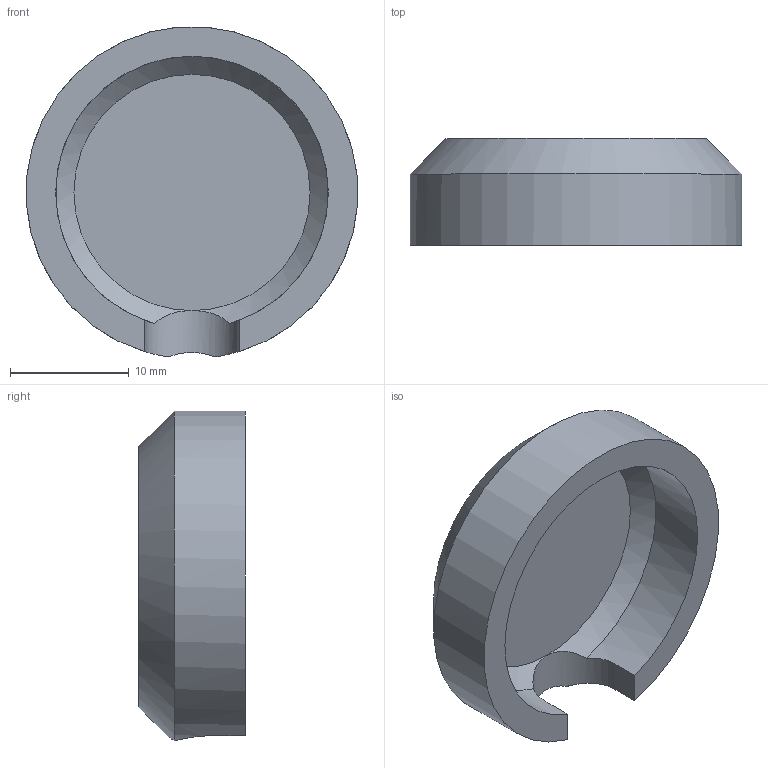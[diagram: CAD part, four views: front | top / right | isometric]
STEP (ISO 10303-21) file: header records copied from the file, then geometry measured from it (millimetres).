
FILE_DESCRIPTION(/* description */ (''),/* implementation_level */ '2;1');
FILE_NAME(/* name */ 'Azimuth Assembly Cap.stp',/* time_stamp */ '2018-04-22T20:05:28+01:00',/* author */ ('Eddie the Computer'),/* organization */ (''),/* preprocessor_version */ 'ST-DEVELOPER v15.2',/* originating_system */ 'Autodesk Inventor 2014',/* authorisation */ '');
FILE_SCHEMA (('AUTOMOTIVE_DESIGN { 1 0 10303 214 3 1 1 }'));
Length unit declared in the file: millimetre
Products named in the file (1): Cap
Bounding box: 27.95 x 9 x 27.81 mm (x, y, z)
Volume: 2436.5 mm3; surface area: 2194.6 mm2
Topology: 1 solids, 1 shells, 10 faces, 23 edges, 15 vertices
Faces by surface type: plane 5, cylinder 3, cone 2
Entity records: 325 total; most frequent: CARTESIAN_POINT 93, ORIENTED_EDGE 42, DIRECTION 42, EDGE_CURVE 21, AXIS2_PLACEMENT_3D 17, VERTEX_POINT 14, EDGE_LOOP 11, FACE_OUTER_BOUND 10
